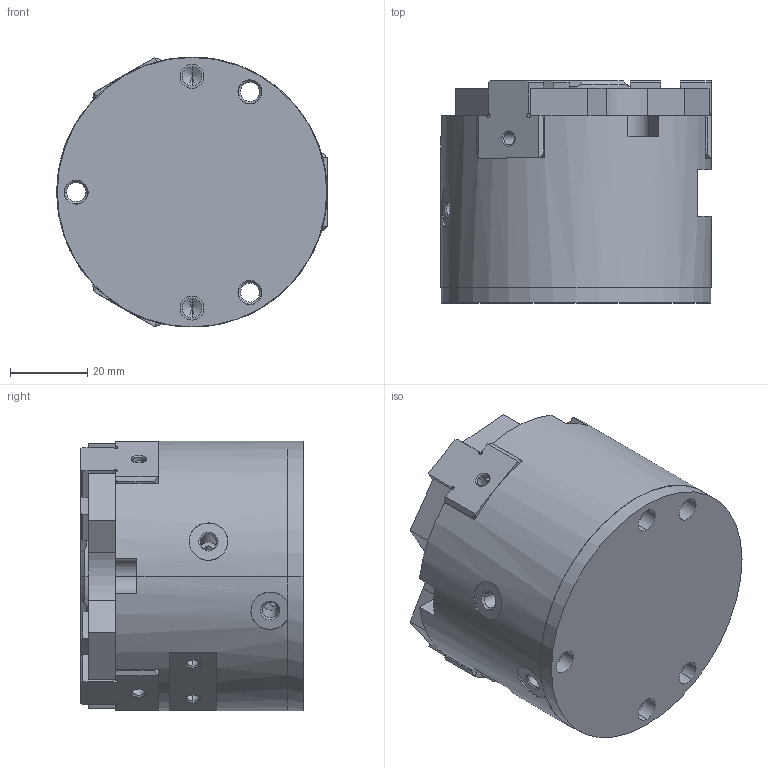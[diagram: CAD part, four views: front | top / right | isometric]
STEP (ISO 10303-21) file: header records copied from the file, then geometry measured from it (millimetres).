
FILE_DESCRIPTION( ( '' ), '1' );
FILE_NAME( 'op70_3s_op649pqs_0_2_14a.stp', '2010-10-25T12:47:40', ( '' ), ( '' ), ' ', ' ', ' ' );
FILE_SCHEMA( ( 'automotive_design' ) );
Length unit declared in the file: millimetre
Products named in the file (4): 1; 2; 3; 4
Bounding box: 70 x 57.5 x 69.91 mm (x, y, z)
Volume: 199400.6 mm3; surface area: 38284.3 mm2
Topology: 4 solids, 4 shells, 389 faces, 1002 edges, 606 vertices
Faces by surface type: plane 192, cylinder 105, cone 92
Entity records: 22755 total; most frequent: CARTESIAN_POINT 2257, DIRECTION 2018, STYLED_ITEM 1961, PRESENTATION_STYLE_ASSIGNMENT 1961, COLOUR_RGB 1961, ORIENTED_EDGE 1924, EDGE_CURVE 962, CURVE_STYLE 962
